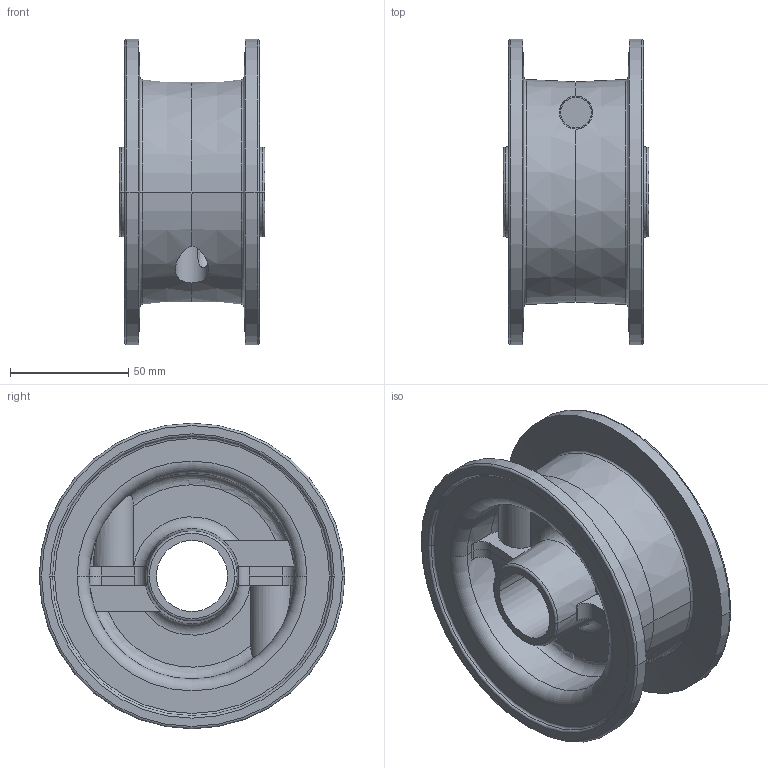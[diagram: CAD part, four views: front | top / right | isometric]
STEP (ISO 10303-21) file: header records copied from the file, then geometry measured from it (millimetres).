
FILE_DESCRIPTION((''),'2;1');
FILE_NAME('NSXT820T21R30','2015-07-20T',('RCRU51'),('Rex Nord Marbet spa'),'PRO/ENGINEER BY PARAMETRIC TECHNOLOGY CORPORATION, 2013230','PRO/ENGINEER BY PARAMETRIC TECHNOLOGY CORPORATION, 2013230','');
FILE_SCHEMA(('CONFIG_CONTROL_DESIGN'));
Length unit declared in the file: millimetre
Products named in the file (1): NSXT820T21R30
Bounding box: 61.5 x 129 x 129 mm (x, y, z)
Volume: 182931.8 mm3; surface area: 79828.2 mm2
Topology: 1 solids, 1 shells, 148 faces, 373 edges, 229 vertices
Faces by surface type: plane 70, torus 34, cylinder 32, cone 12
Entity records: 4760 total; most frequent: CARTESIAN_POINT 1141, DIRECTION 780, ORIENTED_EDGE 746, EDGE_CURVE 373, AXIS2_PLACEMENT_3D 316, VERTEX_POINT 229, CIRCLE 168, EDGE_LOOP 156
